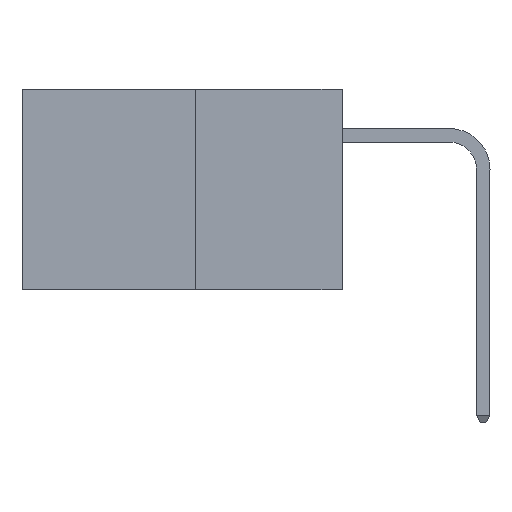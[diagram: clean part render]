
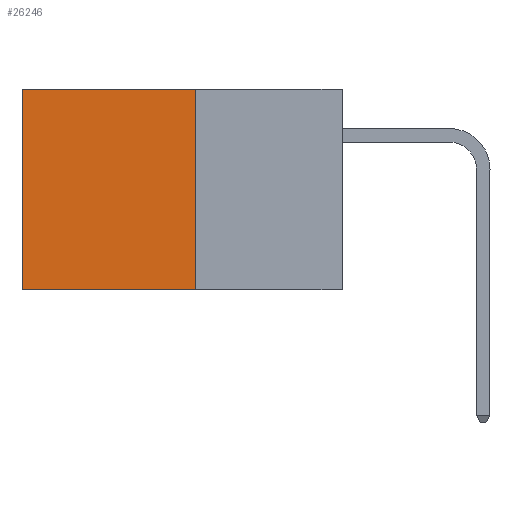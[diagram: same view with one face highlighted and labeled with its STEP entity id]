
A CAD part, left-side view. The second image highlights one B-rep face of the part: STEP entity #26246.
In plain terms, the highlighted planar face has unit normal (-1, 0, 0).
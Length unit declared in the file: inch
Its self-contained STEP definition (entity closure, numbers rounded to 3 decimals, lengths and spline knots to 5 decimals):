
#329 = EDGE_CURVE ( 'NONE', #18342, #29707, #3851, .T. ) ;
#512 = ORIENTED_EDGE ( 'NONE', *, *, #329, .T. ) ;
#1433 = EDGE_LOOP ( 'NONE', ( #3943, #10611, #20199, #512 ) ) ;
#3673 = VECTOR ( 'NONE', #11785, 39.37008 ) ;
#3851 = LINE ( 'NONE', #12441, #9767 ) ;
#3943 = ORIENTED_EDGE ( 'NONE', *, *, #9608, .T. ) ;
#3985 = CARTESIAN_POINT ( 'NONE',  ( 0.277, 0.27, -0.37 ) ) ;
#4085 = PLANE ( 'NONE',  #26896 ) ;
#4089 = VECTOR ( 'NONE', #10275, 39.37008 ) ;
#4152 = CARTESIAN_POINT ( 'NONE',  ( 0.277, 0.27, 0. ) ) ;
#4394 = VERTEX_POINT ( 'NONE', #11444 ) ;
#4600 = LINE ( 'NONE', #22977, #17282 ) ;
#5837 = FACE_OUTER_BOUND ( 'NONE', #1433, .T. ) ;
#6599 = DIRECTION ( 'NONE',  ( 1., 0., 0. ) ) ;
#7328 = CARTESIAN_POINT ( 'NONE',  ( 0.277, 0.59, 0. ) ) ;
#7610 = EDGE_CURVE ( 'NONE', #4394, #9064, #4600, .T. ) ;
#9064 = VERTEX_POINT ( 'NONE', #30832 ) ;
#9229 = CARTESIAN_POINT ( 'NONE',  ( 0.277, 0.27, -0.37 ) ) ;
#9608 = EDGE_CURVE ( 'NONE', #29707, #9064, #29206, .T. ) ;
#9767 = VECTOR ( 'NONE', #9918, 39.37008 ) ;
#9918 = DIRECTION ( 'NONE',  ( 0., 1., 0. ) ) ;
#10275 = DIRECTION ( 'NONE',  ( 0., 0., -1. ) ) ;
#10379 = LINE ( 'NONE', #9229, #3673 ) ;
#10611 = ORIENTED_EDGE ( 'NONE', *, *, #7610, .F. ) ;
#11444 = CARTESIAN_POINT ( 'NONE',  ( 0.277, 0.27, -0.37 ) ) ;
#11785 = DIRECTION ( 'NONE',  ( 0., 0., -1. ) ) ;
#12441 = CARTESIAN_POINT ( 'NONE',  ( 0.277, 0.27, 0. ) ) ;
#15456 = DIRECTION ( 'NONE',  ( 0., 1., 0. ) ) ;
#17282 = VECTOR ( 'NONE', #15456, 39.37008 ) ;
#18342 = VERTEX_POINT ( 'NONE', #4152 ) ;
#20199 = ORIENTED_EDGE ( 'NONE', *, *, #26899, .F. ) ;
#22977 = CARTESIAN_POINT ( 'NONE',  ( 0.277, 0.27, -0.37 ) ) ;
#24302 = DIRECTION ( 'NONE',  ( 0., 0., -1. ) ) ;
#26246 = ADVANCED_FACE ( 'NONE', ( #5837 ), #4085, .F. ) ;
#26896 = AXIS2_PLACEMENT_3D ( 'NONE', #3985, #6599, #24302 ) ;
#26899 = EDGE_CURVE ( 'NONE', #18342, #4394, #10379, .T. ) ;
#27817 = CARTESIAN_POINT ( 'NONE',  ( 0.277, 0.59, -0.37 ) ) ;
#29206 = LINE ( 'NONE', #27817, #4089 ) ;
#29707 = VERTEX_POINT ( 'NONE', #7328 ) ;
#30832 = CARTESIAN_POINT ( 'NONE',  ( 0.277, 0.59, -0.37 ) ) ;
